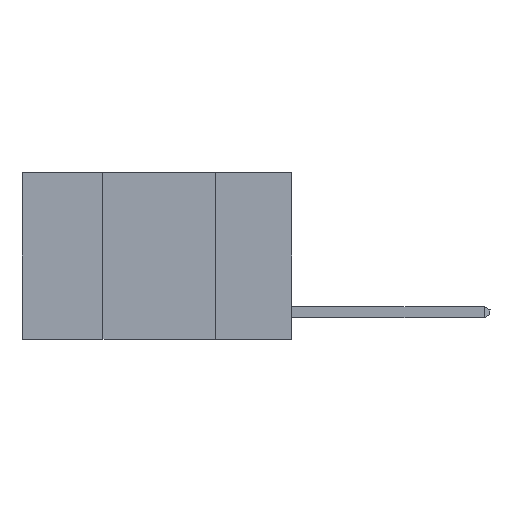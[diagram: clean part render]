
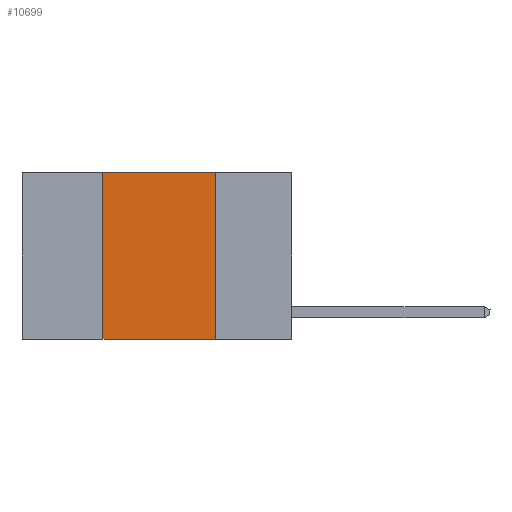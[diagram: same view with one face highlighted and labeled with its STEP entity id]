
A CAD part, left-side view. The second image highlights one B-rep face of the part: STEP entity #10699.
In plain terms, the highlighted planar face has unit normal (-1, 0, 0).
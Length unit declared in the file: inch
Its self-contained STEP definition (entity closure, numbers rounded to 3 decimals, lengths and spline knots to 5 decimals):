
#34 = VECTOR ( 'NONE', #11900, 39.37008 ) ;
#292 = VECTOR ( 'NONE', #8762, 39.37008 ) ;
#572 = CARTESIAN_POINT ( 'NONE',  ( 0., 0.42, 0. ) ) ;
#682 = CARTESIAN_POINT ( 'NONE',  ( 0., 0.42, 0. ) ) ;
#1071 = LINE ( 'NONE', #7818, #12056 ) ;
#1238 = CARTESIAN_POINT ( 'NONE',  ( 0., 0.42, -0.37 ) ) ;
#1330 = VERTEX_POINT ( 'NONE', #1238 ) ;
#1348 = EDGE_CURVE ( 'NONE', #7361, #4845, #1071, .T. ) ;
#1463 = ORIENTED_EDGE ( 'NONE', *, *, #11918, .T. ) ;
#1844 = LINE ( 'NONE', #7292, #10198 ) ;
#2466 = LINE ( 'NONE', #9391, #292 ) ;
#2846 = CARTESIAN_POINT ( 'NONE',  ( 0., 0.17, 0. ) ) ;
#3195 = DIRECTION ( 'NONE',  ( 0., -1., 0. ) ) ;
#3515 = DIRECTION ( 'NONE',  ( 0., 0., -1. ) ) ;
#4434 = LINE ( 'NONE', #682, #34 ) ;
#4845 = VERTEX_POINT ( 'NONE', #2846 ) ;
#4867 = PLANE ( 'NONE',  #8682 ) ;
#4871 = CARTESIAN_POINT ( 'NONE',  ( 0., 0.6, 0. ) ) ;
#4894 = DIRECTION ( 'NONE',  ( 1., 0., 0. ) ) ;
#5091 = ORIENTED_EDGE ( 'NONE', *, *, #10803, .F. ) ;
#5594 = CARTESIAN_POINT ( 'NONE',  ( 0., 0.17, -0.37 ) ) ;
#6878 = EDGE_CURVE ( 'NONE', #4845, #11030, #1844, .T. ) ;
#7292 = CARTESIAN_POINT ( 'NONE',  ( 0., 0.17, 0. ) ) ;
#7361 = VERTEX_POINT ( 'NONE', #572 ) ;
#7818 = CARTESIAN_POINT ( 'NONE',  ( 0., 0.6, 0. ) ) ;
#8391 = FACE_OUTER_BOUND ( 'NONE', #10812, .T. ) ;
#8682 = AXIS2_PLACEMENT_3D ( 'NONE', #4871, #4894, #8744 ) ;
#8744 = DIRECTION ( 'NONE',  ( 0., 0., -1. ) ) ;
#8762 = DIRECTION ( 'NONE',  ( 0., -1., 0. ) ) ;
#9391 = CARTESIAN_POINT ( 'NONE',  ( 0., 0.6, -0.37 ) ) ;
#9628 = ORIENTED_EDGE ( 'NONE', *, *, #1348, .F. ) ;
#10198 = VECTOR ( 'NONE', #3515, 39.37008 ) ;
#10699 = ADVANCED_FACE ( 'NONE', ( #8391 ), #4867, .F. ) ;
#10803 = EDGE_CURVE ( 'NONE', #1330, #7361, #4434, .T. ) ;
#10812 = EDGE_LOOP ( 'NONE', ( #11744, #9628, #5091, #1463 ) ) ;
#11030 = VERTEX_POINT ( 'NONE', #5594 ) ;
#11744 = ORIENTED_EDGE ( 'NONE', *, *, #6878, .F. ) ;
#11900 = DIRECTION ( 'NONE',  ( 0., 0., 1. ) ) ;
#11918 = EDGE_CURVE ( 'NONE', #1330, #11030, #2466, .T. ) ;
#12056 = VECTOR ( 'NONE', #3195, 39.37008 ) ;
